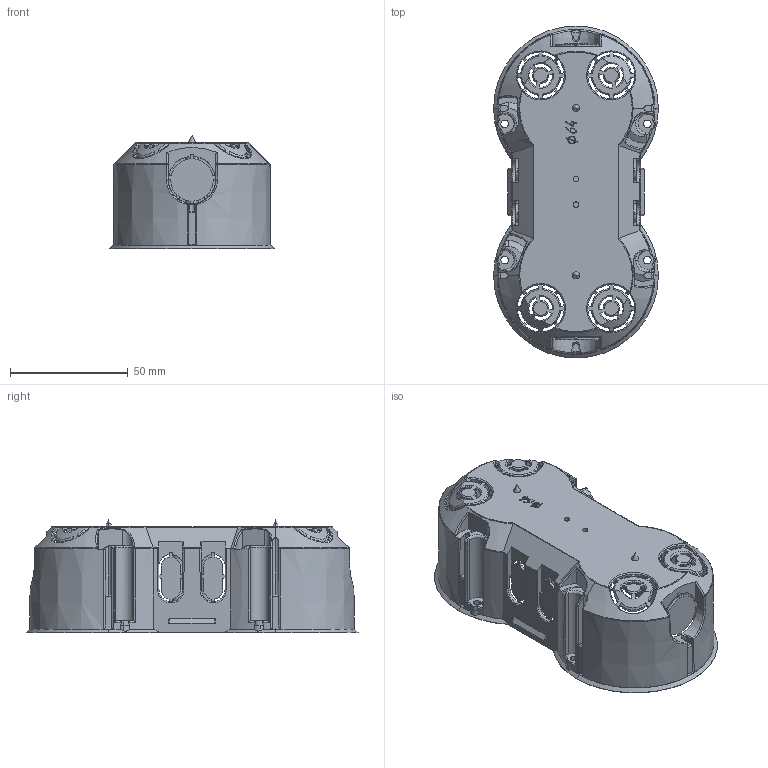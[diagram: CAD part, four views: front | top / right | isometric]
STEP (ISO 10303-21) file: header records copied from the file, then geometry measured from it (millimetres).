
FILE_DESCRIPTION(('STEP AP203'),'1');
FILE_NAME('UKG20-141-070-045-M.step','2021-11-26T11:44:07',(' '),(' '),'Spatial InterOp 3D',' ',' ');
FILE_SCHEMA(('CONFIG_CONTROL_DESIGN'));
Length unit declared in the file: millimetre
Products named in the file (1): 1
Bounding box: 70 x 141 x 48.22 mm (x, y, z)
Volume: 40585.4 mm3; surface area: 54632.4 mm2
Topology: 1 solids, 1 shells, 1211 faces, 3496 edges, 2187 vertices
Faces by surface type: plane 454, cylinder 379, bspline 220, cone 156, torus 2
Entity records: 49711 total; most frequent: CARTESIAN_POINT 20767, ORIENTED_EDGE 6914, DIRECTION 5128, EDGE_CURVE 3457, VERTEX_POINT 2187, AXIS2_PLACEMENT_3D 1799, LINE 1530, VECTOR 1530
